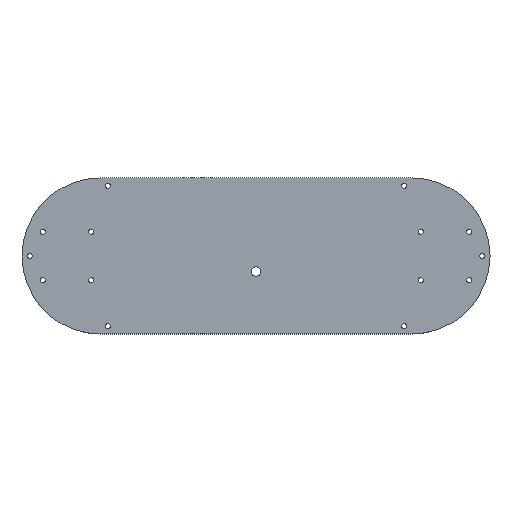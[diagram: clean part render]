
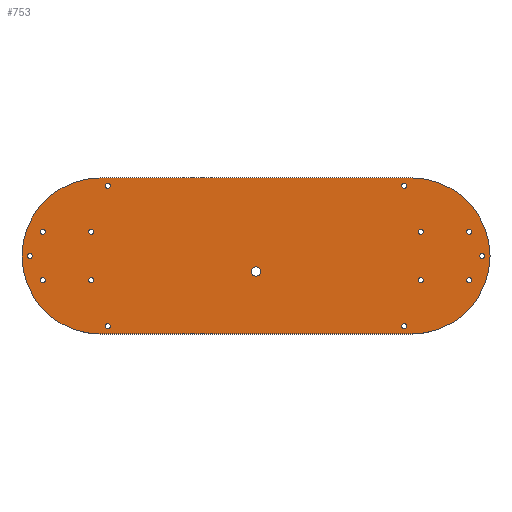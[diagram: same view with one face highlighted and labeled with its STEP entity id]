
A CAD part, top view. The second image highlights one B-rep face of the part: STEP entity #753.
In plain terms, the highlighted planar face has unit normal (0, 0, 1).
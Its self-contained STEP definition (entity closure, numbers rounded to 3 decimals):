
#57=FACE_BOUND('',#177,.T.);
#58=FACE_BOUND('',#178,.T.);
#59=FACE_BOUND('',#179,.T.);
#60=FACE_BOUND('',#180,.T.);
#61=FACE_BOUND('',#181,.T.);
#62=FACE_BOUND('',#182,.T.);
#63=FACE_BOUND('',#183,.T.);
#64=FACE_BOUND('',#184,.T.);
#65=FACE_BOUND('',#185,.T.);
#66=FACE_BOUND('',#186,.T.);
#67=FACE_BOUND('',#187,.T.);
#68=FACE_BOUND('',#188,.T.);
#69=FACE_BOUND('',#189,.T.);
#70=FACE_BOUND('',#190,.T.);
#71=FACE_BOUND('',#191,.T.);
#75=PLANE('',#868);
#118=FACE_OUTER_BOUND('',#176,.T.);
#176=EDGE_LOOP('',(#680,#681,#682,#683));
#177=EDGE_LOOP('',(#684));
#178=EDGE_LOOP('',(#685));
#179=EDGE_LOOP('',(#686));
#180=EDGE_LOOP('',(#687));
#181=EDGE_LOOP('',(#688));
#182=EDGE_LOOP('',(#689));
#183=EDGE_LOOP('',(#690));
#184=EDGE_LOOP('',(#691));
#185=EDGE_LOOP('',(#692));
#186=EDGE_LOOP('',(#693));
#187=EDGE_LOOP('',(#694));
#188=EDGE_LOOP('',(#695));
#189=EDGE_LOOP('',(#696));
#190=EDGE_LOOP('',(#697));
#191=EDGE_LOOP('',(#698));
#230=LINE('',#1308,#273);
#233=LINE('',#1316,#276);
#273=VECTOR('',#1099,10.);
#276=VECTOR('',#1108,10.);
#296=CIRCLE('',#789,1.55);
#298=CIRCLE('',#793,1.55);
#301=CIRCLE('',#798,1.55);
#304=CIRCLE('',#803,1.55);
#306=CIRCLE('',#807,1.55);
#308=CIRCLE('',#811,1.55);
#318=CIRCLE('',#831,1.55);
#320=CIRCLE('',#835,1.55);
#322=CIRCLE('',#839,1.55);
#324=CIRCLE('',#843,1.55);
#326=CIRCLE('',#847,1.55);
#328=CIRCLE('',#851,1.55);
#330=CIRCLE('',#855,1.55);
#332=CIRCLE('',#859,1.55);
#333=CIRCLE('',#861,3.);
#334=CIRCLE('',#864,50.);
#335=CIRCLE('',#867,50.);
#356=VERTEX_POINT('',#1161);
#358=VERTEX_POINT('',#1169);
#360=VERTEX_POINT('',#1177);
#362=VERTEX_POINT('',#1185);
#364=VERTEX_POINT('',#1193);
#366=VERTEX_POINT('',#1201);
#376=VERTEX_POINT('',#1241);
#378=VERTEX_POINT('',#1249);
#380=VERTEX_POINT('',#1257);
#382=VERTEX_POINT('',#1265);
#384=VERTEX_POINT('',#1273);
#386=VERTEX_POINT('',#1281);
#388=VERTEX_POINT('',#1289);
#390=VERTEX_POINT('',#1297);
#391=VERTEX_POINT('',#1301);
#392=VERTEX_POINT('',#1305);
#393=VERTEX_POINT('',#1307);
#394=VERTEX_POINT('',#1311);
#395=VERTEX_POINT('',#1315);
#418=EDGE_CURVE('',#356,#356,#296,.T.);
#422=EDGE_CURVE('',#358,#358,#298,.T.);
#426=EDGE_CURVE('',#360,#360,#301,.T.);
#430=EDGE_CURVE('',#362,#362,#304,.T.);
#434=EDGE_CURVE('',#364,#364,#306,.T.);
#438=EDGE_CURVE('',#366,#366,#308,.T.);
#458=EDGE_CURVE('',#376,#376,#318,.T.);
#462=EDGE_CURVE('',#378,#378,#320,.T.);
#466=EDGE_CURVE('',#380,#380,#322,.T.);
#470=EDGE_CURVE('',#382,#382,#324,.T.);
#474=EDGE_CURVE('',#384,#384,#326,.T.);
#478=EDGE_CURVE('',#386,#386,#328,.T.);
#482=EDGE_CURVE('',#388,#388,#330,.T.);
#486=EDGE_CURVE('',#390,#390,#332,.T.);
#487=EDGE_CURVE('',#391,#391,#333,.T.);
#490=EDGE_CURVE('',#393,#392,#230,.T.);
#492=EDGE_CURVE('',#394,#393,#334,.T.);
#494=EDGE_CURVE('',#395,#394,#233,.T.);
#496=EDGE_CURVE('',#392,#395,#335,.T.);
#680=ORIENTED_EDGE('',*,*,#496,.T.);
#681=ORIENTED_EDGE('',*,*,#494,.T.);
#682=ORIENTED_EDGE('',*,*,#492,.T.);
#683=ORIENTED_EDGE('',*,*,#490,.T.);
#684=ORIENTED_EDGE('',*,*,#422,.T.);
#685=ORIENTED_EDGE('',*,*,#418,.T.);
#686=ORIENTED_EDGE('',*,*,#430,.T.);
#687=ORIENTED_EDGE('',*,*,#426,.T.);
#688=ORIENTED_EDGE('',*,*,#438,.T.);
#689=ORIENTED_EDGE('',*,*,#434,.T.);
#690=ORIENTED_EDGE('',*,*,#466,.T.);
#691=ORIENTED_EDGE('',*,*,#462,.T.);
#692=ORIENTED_EDGE('',*,*,#470,.T.);
#693=ORIENTED_EDGE('',*,*,#458,.T.);
#694=ORIENTED_EDGE('',*,*,#482,.T.);
#695=ORIENTED_EDGE('',*,*,#474,.T.);
#696=ORIENTED_EDGE('',*,*,#486,.T.);
#697=ORIENTED_EDGE('',*,*,#478,.T.);
#698=ORIENTED_EDGE('',*,*,#487,.T.);
#753=ADVANCED_FACE('',(#118,#57,#58,#59,#60,#61,#62,#63,#64,#65,#66,#67,
#68,#69,#70,#71),#75,.T.);
#789=AXIS2_PLACEMENT_3D('',#1163,#917,#918);
#793=AXIS2_PLACEMENT_3D('',#1171,#927,#928);
#798=AXIS2_PLACEMENT_3D('',#1179,#938,#939);
#803=AXIS2_PLACEMENT_3D('',#1187,#949,#950);
#807=AXIS2_PLACEMENT_3D('',#1195,#959,#960);
#811=AXIS2_PLACEMENT_3D('',#1203,#969,#970);
#831=AXIS2_PLACEMENT_3D('',#1243,#1019,#1020);
#835=AXIS2_PLACEMENT_3D('',#1251,#1029,#1030);
#839=AXIS2_PLACEMENT_3D('',#1259,#1039,#1040);
#843=AXIS2_PLACEMENT_3D('',#1267,#1049,#1050);
#847=AXIS2_PLACEMENT_3D('',#1275,#1059,#1060);
#851=AXIS2_PLACEMENT_3D('',#1283,#1069,#1070);
#855=AXIS2_PLACEMENT_3D('',#1291,#1079,#1080);
#859=AXIS2_PLACEMENT_3D('',#1299,#1089,#1090);
#861=AXIS2_PLACEMENT_3D('',#1302,#1093,#1094);
#864=AXIS2_PLACEMENT_3D('',#1312,#1103,#1104);
#867=AXIS2_PLACEMENT_3D('',#1319,#1112,#1113);
#868=AXIS2_PLACEMENT_3D('',#1320,#1114,#1115);
#917=DIRECTION('center_axis',(0.,0.,-1.));
#918=DIRECTION('ref_axis',(1.,0.,0.));
#927=DIRECTION('center_axis',(0.,0.,-1.));
#928=DIRECTION('ref_axis',(1.,0.,0.));
#938=DIRECTION('center_axis',(0.,0.,-1.));
#939=DIRECTION('ref_axis',(1.,0.,0.));
#949=DIRECTION('center_axis',(0.,0.,-1.));
#950=DIRECTION('ref_axis',(1.,0.,0.));
#959=DIRECTION('center_axis',(0.,0.,-1.));
#960=DIRECTION('ref_axis',(1.,0.,0.));
#969=DIRECTION('center_axis',(0.,0.,-1.));
#970=DIRECTION('ref_axis',(1.,0.,0.));
#1019=DIRECTION('center_axis',(0.,0.,-1.));
#1020=DIRECTION('ref_axis',(1.,0.,0.));
#1029=DIRECTION('center_axis',(0.,0.,-1.));
#1030=DIRECTION('ref_axis',(1.,0.,0.));
#1039=DIRECTION('center_axis',(0.,0.,-1.));
#1040=DIRECTION('ref_axis',(1.,0.,0.));
#1049=DIRECTION('center_axis',(0.,0.,-1.));
#1050=DIRECTION('ref_axis',(1.,0.,0.));
#1059=DIRECTION('center_axis',(0.,0.,-1.));
#1060=DIRECTION('ref_axis',(1.,0.,0.));
#1069=DIRECTION('center_axis',(0.,0.,-1.));
#1070=DIRECTION('ref_axis',(1.,0.,0.));
#1079=DIRECTION('center_axis',(0.,0.,-1.));
#1080=DIRECTION('ref_axis',(1.,0.,0.));
#1089=DIRECTION('center_axis',(0.,0.,-1.));
#1090=DIRECTION('ref_axis',(1.,0.,0.));
#1093=DIRECTION('center_axis',(0.,0.,-1.));
#1094=DIRECTION('ref_axis',(-1.,0.,0.));
#1099=DIRECTION('',(-1.,0.,0.));
#1103=DIRECTION('center_axis',(0.,0.,1.));
#1104=DIRECTION('ref_axis',(0.,-1.,0.));
#1108=DIRECTION('',(1.,0.,0.));
#1112=DIRECTION('center_axis',(0.,0.,1.));
#1113=DIRECTION('ref_axis',(0.,1.,0.));
#1114=DIRECTION('center_axis',(0.,0.,1.));
#1115=DIRECTION('ref_axis',(1.,0.,0.));
#1161=CARTESIAN_POINT('',(93.45,45.,2.5));
#1163=CARTESIAN_POINT('Origin',(95.,45.,2.5));
#1169=CARTESIAN_POINT('',(-96.55,45.,2.5));
#1171=CARTESIAN_POINT('Origin',(-95.,45.,2.5));
#1177=CARTESIAN_POINT('',(93.45,-45.,2.5));
#1179=CARTESIAN_POINT('Origin',(95.,-45.,2.5));
#1185=CARTESIAN_POINT('',(-96.55,-45.,2.5));
#1187=CARTESIAN_POINT('Origin',(-95.,-45.,2.5));
#1193=CARTESIAN_POINT('',(143.45,0.,2.5));
#1195=CARTESIAN_POINT('Origin',(145.,0.,
2.5));
#1201=CARTESIAN_POINT('',(-146.55,0.,2.5));
#1203=CARTESIAN_POINT('Origin',(-145.,0.,
2.5));
#1241=CARTESIAN_POINT('',(135.1,-15.5,2.5));
#1243=CARTESIAN_POINT('Origin',(136.65,-15.5,2.5));
#1249=CARTESIAN_POINT('',(104.1,-15.5,2.5));
#1251=CARTESIAN_POINT('Origin',(105.65,-15.5,2.5));
#1257=CARTESIAN_POINT('',(104.1,15.5,2.5));
#1259=CARTESIAN_POINT('Origin',(105.65,15.5,2.5));
#1265=CARTESIAN_POINT('',(135.1,15.5,2.5));
#1267=CARTESIAN_POINT('Origin',(136.65,15.5,2.5));
#1273=CARTESIAN_POINT('',(-107.2,15.5,2.5));
#1275=CARTESIAN_POINT('Origin',(-105.65,15.5,2.5));
#1281=CARTESIAN_POINT('',(-138.2,15.5,2.5));
#1283=CARTESIAN_POINT('Origin',(-136.65,15.5,2.5));
#1289=CARTESIAN_POINT('',(-107.2,-15.5,2.5));
#1291=CARTESIAN_POINT('Origin',(-105.65,-15.5,2.5));
#1297=CARTESIAN_POINT('',(-138.2,-15.5,2.5));
#1299=CARTESIAN_POINT('Origin',(-136.65,-15.5,2.5));
#1301=CARTESIAN_POINT('',(3.,-10.,2.5));
#1302=CARTESIAN_POINT('Origin',(0.,-10.,2.5));
#1305=CARTESIAN_POINT('',(-100.,50.,2.5));
#1307=CARTESIAN_POINT('',(100.,50.,2.5));
#1308=CARTESIAN_POINT('',(-100.,50.,2.5));
#1311=CARTESIAN_POINT('',(100.,-50.,2.5));
#1312=CARTESIAN_POINT('Origin',(100.,0.,2.5));
#1315=CARTESIAN_POINT('',(-100.,-50.,2.5));
#1316=CARTESIAN_POINT('',(100.,-50.,2.5));
#1319=CARTESIAN_POINT('Origin',(-100.,0.,2.5));
#1320=CARTESIAN_POINT('Origin',(0.,0.,2.5));
